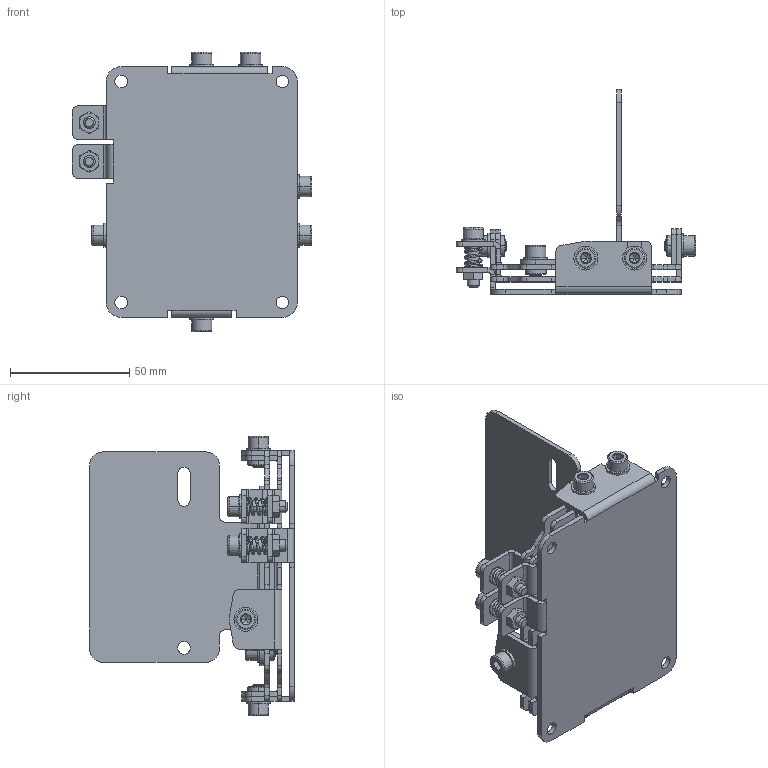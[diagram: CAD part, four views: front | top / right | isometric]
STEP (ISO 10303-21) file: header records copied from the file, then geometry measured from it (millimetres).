
FILE_DESCRIPTION((''),'2;1');
FILE_NAME('DB010059_OMH1000_HALTER_VDM28','2023-06-15T09:48:54',('twuensche'),(''),'CREO PARAMETRIC BY PTC INC, 2022284','CREO PARAMETRIC BY PTC INC, 2022284','');
FILE_SCHEMA(('CONFIG_CONTROL_DESIGN','SHAPE_APPEARANCE_LAYERS_GROUPS'));
Length unit declared in the file: millimetre
Products named in the file (14): DB010061_OMH1000_GRUNDPLATTE; DB010293_OMH1000_NUT-M5X0_35; DB010060_OMH1000_GRUNDPLATT_KPL; DB010063_OMH1000_ZWISCHENPLATTE; DB010151_NUT_PEM-SL-M5-1; DB010062_OMH1000_ZWISCHENPL_KPL; DB006918_WASH_ISO7089-5; DB008036_SCREW_ISO4762-M5X8; DB010065_OMH1000_HALTEPLATTE; DB010064_OMH1000_HALTEPLATT_KPL; DB007728_SPRING_G141981; DB010244_OMH1000_SCREW_M5X20; DB010345_OMH1000_WINKEL_VDM28; DB010059_OMH1000_HALTER_VDM28
Assembly tree (45 placements, depth 3):
  DB010059_OMH1000_HALTER_VDM28
    DB010060_OMH1000_GRUNDPLATT_KPL
      DB010061_OMH1000_GRUNDPLATTE
      DB010293_OMH1000_NUT-M5X0_35
    DB010062_OMH1000_ZWISCHENPL_KPL
      DB010063_OMH1000_ZWISCHENPLATTE
      DB010151_NUT_PEM-SL-M5-1  x3
      DB010293_OMH1000_NUT-M5X0_35
    DB006918_WASH_ISO7089-5  x12
    DB008036_SCREW_ISO4762-M5X8  x10
    DB010064_OMH1000_HALTEPLATT_KPL
      DB010065_OMH1000_HALTEPLATTE
      DB010151_NUT_PEM-SL-M5-1  x7
    DB007728_SPRING_G141981  x2
    DB010244_OMH1000_SCREW_M5X20  x2
    DB010345_OMH1000_WINKEL_VDM28
Bounding box: 100.2 x 85.7 x 117 mm (x, y, z)
Volume: 79330 mm3; surface area: 88078.7 mm2
Topology: 42 solids, 42 shells, 1221 faces, 2777 edges, 1668 vertices
Faces by surface type: plane 625, cylinder 376, cone 132, torus 52, bspline 36
Entity records: 28073 total; most frequent: CARTESIAN_POINT 7634, DIRECTION 3314, ORIENTED_EDGE 3110, PRESENTATION_STYLE_ASSIGNMENT 1571, STYLED_ITEM 1571, CURVE_STYLE 1555, EDGE_CURVE 1555, AXIS2_PLACEMENT_3D 1184
